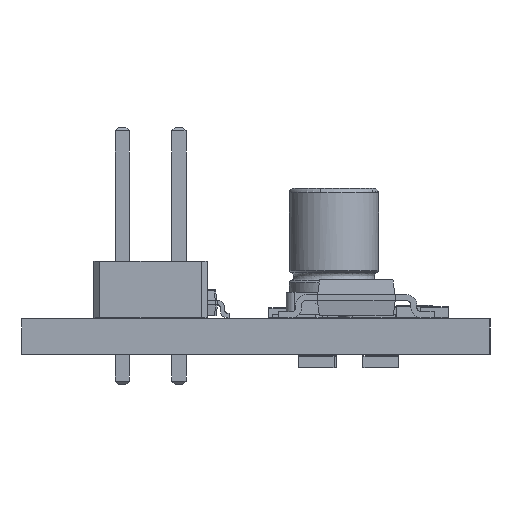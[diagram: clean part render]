
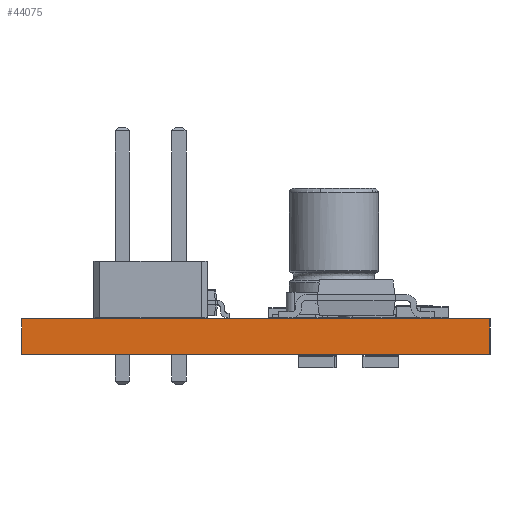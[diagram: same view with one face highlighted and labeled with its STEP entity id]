
A CAD part, left-side view. The second image highlights one B-rep face of the part: STEP entity #44075.
In plain terms, the highlighted planar face has unit normal (-1, 0, 0).
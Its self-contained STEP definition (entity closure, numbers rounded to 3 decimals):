
#43959 = EDGE_CURVE('',#43960,#43962,#43964,.T.);
#43960 = VERTEX_POINT('',#43961);
#43961 = CARTESIAN_POINT('',(85.,-49.,0.));
#43962 = VERTEX_POINT('',#43963);
#43963 = CARTESIAN_POINT('',(85.,-49.,1.6));
#43964 = SURFACE_CURVE('',#43965,(#43969,#43981),.PCURVE_S1.);
#43965 = LINE('',#43966,#43967);
#43966 = CARTESIAN_POINT('',(85.,-49.,0.));
#43967 = VECTOR('',#43968,1.);
#43968 = DIRECTION('',(0.,0.,1.));
#43969 = PCURVE('',#43970,#43975);
#43970 = PLANE('',#43971);
#43971 = AXIS2_PLACEMENT_3D('',#43972,#43973,#43974);
#43972 = CARTESIAN_POINT('',(85.,-49.,0.));
#43973 = DIRECTION('',(0.,1.,0.));
#43974 = DIRECTION('',(1.,0.,0.));
#43975 = DEFINITIONAL_REPRESENTATION('',(#43976),#43980);
#43976 = LINE('',#43977,#43978);
#43977 = CARTESIAN_POINT('',(0.,0.));
#43978 = VECTOR('',#43979,1.);
#43979 = DIRECTION('',(0.,-1.));
#43980 = ( GEOMETRIC_REPRESENTATION_CONTEXT(2) 
PARAMETRIC_REPRESENTATION_CONTEXT() REPRESENTATION_CONTEXT('2D SPACE',''
  ) );
#43981 = PCURVE('',#43982,#43987);
#43982 = PLANE('',#43983);
#43983 = AXIS2_PLACEMENT_3D('',#43984,#43985,#43986);
#43984 = CARTESIAN_POINT('',(85.,-70.,0.));
#43985 = DIRECTION('',(-1.,0.,0.));
#43986 = DIRECTION('',(0.,1.,0.));
#43987 = DEFINITIONAL_REPRESENTATION('',(#43988),#43992);
#43988 = LINE('',#43989,#43990);
#43989 = CARTESIAN_POINT('',(21.,0.));
#43990 = VECTOR('',#43991,1.);
#43991 = DIRECTION('',(0.,-1.));
#43992 = ( GEOMETRIC_REPRESENTATION_CONTEXT(2) 
PARAMETRIC_REPRESENTATION_CONTEXT() REPRESENTATION_CONTEXT('2D SPACE',''
  ) );
#44010 = PLANE('',#44011);
#44011 = AXIS2_PLACEMENT_3D('',#44012,#44013,#44014);
#44012 = CARTESIAN_POINT('',(98.5,-59.5,1.6));
#44013 = DIRECTION('',(0.,0.,-1.));
#44014 = DIRECTION('',(-1.,0.,0.));
#44064 = PLANE('',#44065);
#44065 = AXIS2_PLACEMENT_3D('',#44066,#44067,#44068);
#44066 = CARTESIAN_POINT('',(98.5,-59.5,0.));
#44067 = DIRECTION('',(0.,0.,-1.));
#44068 = DIRECTION('',(-1.,0.,0.));
#44075 = ADVANCED_FACE('',(#44076),#43982,.T.);
#44076 = FACE_BOUND('',#44077,.T.);
#44077 = EDGE_LOOP('',(#44078,#44108,#44129,#44130));
#44078 = ORIENTED_EDGE('',*,*,#44079,.T.);
#44079 = EDGE_CURVE('',#44080,#44082,#44084,.T.);
#44080 = VERTEX_POINT('',#44081);
#44081 = CARTESIAN_POINT('',(85.,-70.,0.));
#44082 = VERTEX_POINT('',#44083);
#44083 = CARTESIAN_POINT('',(85.,-70.,1.6));
#44084 = SURFACE_CURVE('',#44085,(#44089,#44096),.PCURVE_S1.);
#44085 = LINE('',#44086,#44087);
#44086 = CARTESIAN_POINT('',(85.,-70.,0.));
#44087 = VECTOR('',#44088,1.);
#44088 = DIRECTION('',(0.,0.,1.));
#44089 = PCURVE('',#43982,#44090);
#44090 = DEFINITIONAL_REPRESENTATION('',(#44091),#44095);
#44091 = LINE('',#44092,#44093);
#44092 = CARTESIAN_POINT('',(0.,0.));
#44093 = VECTOR('',#44094,1.);
#44094 = DIRECTION('',(0.,-1.));
#44095 = ( GEOMETRIC_REPRESENTATION_CONTEXT(2) 
PARAMETRIC_REPRESENTATION_CONTEXT() REPRESENTATION_CONTEXT('2D SPACE',''
  ) );
#44096 = PCURVE('',#44097,#44102);
#44097 = PLANE('',#44098);
#44098 = AXIS2_PLACEMENT_3D('',#44099,#44100,#44101);
#44099 = CARTESIAN_POINT('',(112.,-70.,0.));
#44100 = DIRECTION('',(0.,-1.,0.));
#44101 = DIRECTION('',(-1.,0.,0.));
#44102 = DEFINITIONAL_REPRESENTATION('',(#44103),#44107);
#44103 = LINE('',#44104,#44105);
#44104 = CARTESIAN_POINT('',(27.,0.));
#44105 = VECTOR('',#44106,1.);
#44106 = DIRECTION('',(0.,-1.));
#44107 = ( GEOMETRIC_REPRESENTATION_CONTEXT(2) 
PARAMETRIC_REPRESENTATION_CONTEXT() REPRESENTATION_CONTEXT('2D SPACE',''
  ) );
#44108 = ORIENTED_EDGE('',*,*,#44109,.T.);
#44109 = EDGE_CURVE('',#44082,#43962,#44110,.T.);
#44110 = SURFACE_CURVE('',#44111,(#44115,#44122),.PCURVE_S1.);
#44111 = LINE('',#44112,#44113);
#44112 = CARTESIAN_POINT('',(85.,-70.,1.6));
#44113 = VECTOR('',#44114,1.);
#44114 = DIRECTION('',(0.,1.,0.));
#44115 = PCURVE('',#43982,#44116);
#44116 = DEFINITIONAL_REPRESENTATION('',(#44117),#44121);
#44117 = LINE('',#44118,#44119);
#44118 = CARTESIAN_POINT('',(0.,-1.6));
#44119 = VECTOR('',#44120,1.);
#44120 = DIRECTION('',(1.,0.));
#44121 = ( GEOMETRIC_REPRESENTATION_CONTEXT(2) 
PARAMETRIC_REPRESENTATION_CONTEXT() REPRESENTATION_CONTEXT('2D SPACE',''
  ) );
#44122 = PCURVE('',#44010,#44123);
#44123 = DEFINITIONAL_REPRESENTATION('',(#44124),#44128);
#44124 = LINE('',#44125,#44126);
#44125 = CARTESIAN_POINT('',(13.5,-10.5));
#44126 = VECTOR('',#44127,1.);
#44127 = DIRECTION('',(0.,1.));
#44128 = ( GEOMETRIC_REPRESENTATION_CONTEXT(2) 
PARAMETRIC_REPRESENTATION_CONTEXT() REPRESENTATION_CONTEXT('2D SPACE',''
  ) );
#44129 = ORIENTED_EDGE('',*,*,#43959,.F.);
#44130 = ORIENTED_EDGE('',*,*,#44131,.F.);
#44131 = EDGE_CURVE('',#44080,#43960,#44132,.T.);
#44132 = SURFACE_CURVE('',#44133,(#44137,#44144),.PCURVE_S1.);
#44133 = LINE('',#44134,#44135);
#44134 = CARTESIAN_POINT('',(85.,-70.,0.));
#44135 = VECTOR('',#44136,1.);
#44136 = DIRECTION('',(0.,1.,0.));
#44137 = PCURVE('',#43982,#44138);
#44138 = DEFINITIONAL_REPRESENTATION('',(#44139),#44143);
#44139 = LINE('',#44140,#44141);
#44140 = CARTESIAN_POINT('',(0.,0.));
#44141 = VECTOR('',#44142,1.);
#44142 = DIRECTION('',(1.,0.));
#44143 = ( GEOMETRIC_REPRESENTATION_CONTEXT(2) 
PARAMETRIC_REPRESENTATION_CONTEXT() REPRESENTATION_CONTEXT('2D SPACE',''
  ) );
#44144 = PCURVE('',#44064,#44145);
#44145 = DEFINITIONAL_REPRESENTATION('',(#44146),#44150);
#44146 = LINE('',#44147,#44148);
#44147 = CARTESIAN_POINT('',(13.5,-10.5));
#44148 = VECTOR('',#44149,1.);
#44149 = DIRECTION('',(0.,1.));
#44150 = ( GEOMETRIC_REPRESENTATION_CONTEXT(2) 
PARAMETRIC_REPRESENTATION_CONTEXT() REPRESENTATION_CONTEXT('2D SPACE',''
  ) );
